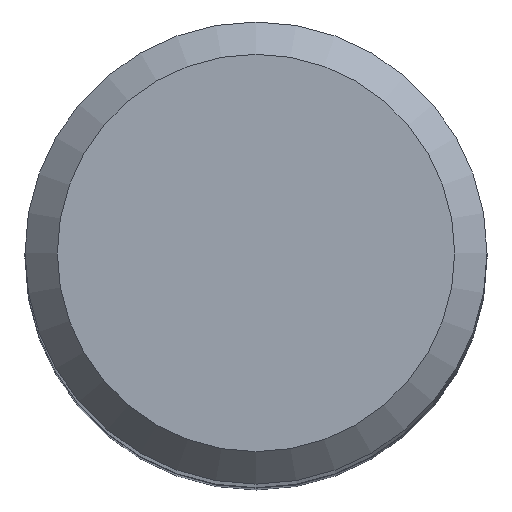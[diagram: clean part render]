
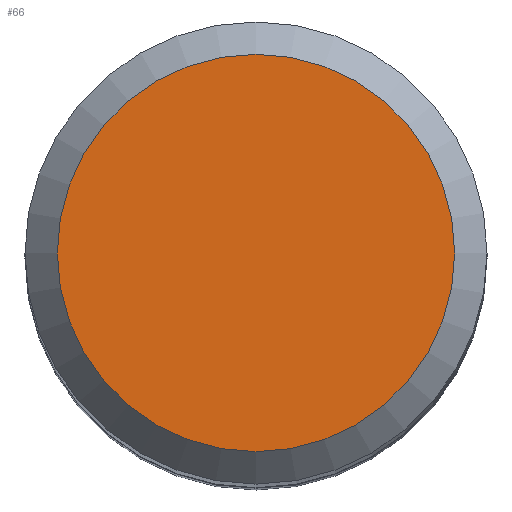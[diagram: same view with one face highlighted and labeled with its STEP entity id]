
A CAD part, top view. The second image highlights one B-rep face of the part: STEP entity #66.
In plain terms, the highlighted planar face has unit normal (0, 0, 1).
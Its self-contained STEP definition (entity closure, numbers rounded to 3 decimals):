
#56=PLANE('',#213);
#61=FACE_OUTER_BOUND('',#100,.T.);
#66=ADVANCED_FACE('',(#61),#56,.T.);
#100=EDGE_LOOP('',(#122));
#122=ORIENTED_EDGE('',*,*,#153,.F.);
#142=VERTEX_POINT('',#329);
#153=EDGE_CURVE('',#142,#142,#164,.T.);
#164=CIRCLE('',#210,4.3);
#210=AXIS2_PLACEMENT_3D('',#328,#242,#243);
#213=AXIS2_PLACEMENT_3D('',#333,#248,#249);
#242=DIRECTION('',(0.,0.,-1.));
#243=DIRECTION('',(-1.,0.,0.));
#248=DIRECTION('',(0.,0.,1.));
#249=DIRECTION('',(1.,0.,0.));
#328=CARTESIAN_POINT('',(0.,0.,0.));
#329=CARTESIAN_POINT('',(-4.3,0.,0.));
#333=CARTESIAN_POINT('',(4.3,0.,0.));
